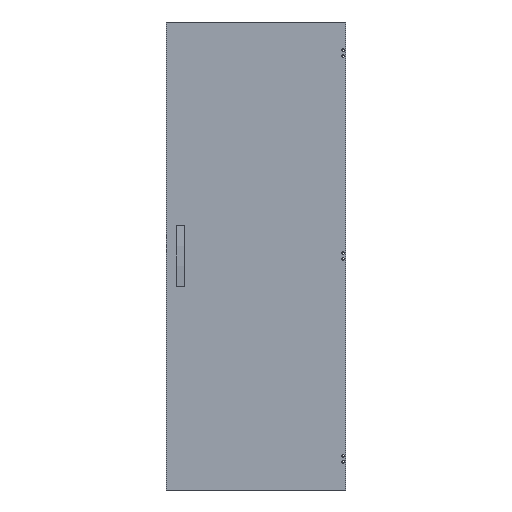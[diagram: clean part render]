
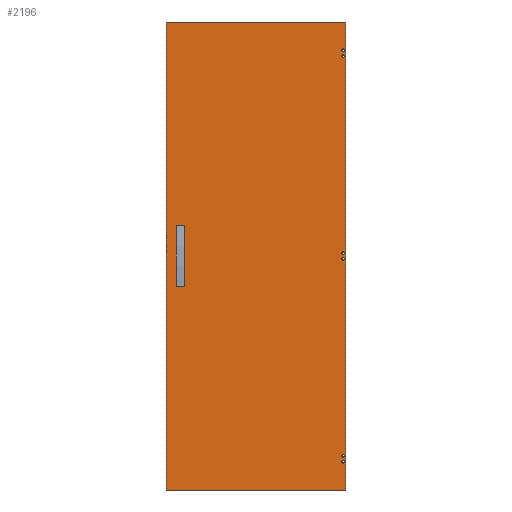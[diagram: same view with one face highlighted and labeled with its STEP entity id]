
A CAD part, front view. The second image highlights one B-rep face of the part: STEP entity #2196.
In plain terms, the highlighted planar face has unit normal (0, -1, 0).
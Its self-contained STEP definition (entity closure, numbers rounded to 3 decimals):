
#229 = FACE_BOUND ( 'NONE', #962, .T. ) ;
#237 = EDGE_CURVE ( 'NONE', #16321, #16321, #11908, .T. ) ;
#321 = DIRECTION ( 'NONE',  ( 0., -1., 0. ) ) ;
#357 = DIRECTION ( 'NONE',  ( 0., 0., 1. ) ) ;
#656 = AXIS2_PLACEMENT_3D ( 'NONE', #13915, #7020, #357 ) ;
#692 = CARTESIAN_POINT ( 'NONE',  ( 369.5, -1.5, -867. ) ) ;
#796 = ORIENTED_EDGE ( 'NONE', *, *, #11437, .F. ) ;
#950 = EDGE_CURVE ( 'NONE', #3383, #3383, #5804, .T. ) ;
#962 = EDGE_LOOP ( 'NONE', ( #5402 ) ) ;
#1218 = CARTESIAN_POINT ( 'NONE',  ( 369.5, -1.5, 878. ) ) ;
#1481 = CARTESIAN_POINT ( 'NONE',  ( 369.5, -1.5, 872.5 ) ) ;
#1743 = DIRECTION ( 'NONE',  ( 0., 0., 1. ) ) ;
#2196 = ADVANCED_FACE ( 'NONE', ( #229, #9663, #2918, #8186, #16197, #14990, #4478 ), #8094, .F. ) ;
#2210 = VERTEX_POINT ( 'NONE', #6903 ) ;
#2249 = EDGE_CURVE ( 'NONE', #9577, #9577, #13837, .T. ) ;
#2398 = EDGE_LOOP ( 'NONE', ( #5864 ) ) ;
#2583 = CARTESIAN_POINT ( 'NONE',  ( 379.5, -1.5, 992. ) ) ;
#2713 = ORIENTED_EDGE ( 'NONE', *, *, #7426, .T. ) ;
#2918 = FACE_BOUND ( 'NONE', #2398, .T. ) ;
#2927 = DIRECTION ( 'NONE',  ( 1., 0., 0. ) ) ;
#3088 = CARTESIAN_POINT ( 'NONE',  ( 0., -1.5, 0. ) ) ;
#3337 = AXIS2_PLACEMENT_3D ( 'NONE', #13463, #13551, #8280 ) ;
#3383 = VERTEX_POINT ( 'NONE', #692 ) ;
#3882 = DIRECTION ( 'NONE',  ( 0., -1., 0. ) ) ;
#3903 = LINE ( 'NONE', #13396, #13657 ) ;
#4331 = CARTESIAN_POINT ( 'NONE',  ( 369.5, -1.5, -7. ) ) ;
#4478 = FACE_OUTER_BOUND ( 'NONE', #6846, .T. ) ;
#4507 = CARTESIAN_POINT ( 'NONE',  ( 369.5, -1.5, 18. ) ) ;
#4519 = DIRECTION ( 'NONE',  ( 0., -1., 0. ) ) ;
#4772 = EDGE_LOOP ( 'NONE', ( #5379 ) ) ;
#5080 = CIRCLE ( 'NONE', #656, 5.5 ) ;
#5379 = ORIENTED_EDGE ( 'NONE', *, *, #950, .F. ) ;
#5402 = ORIENTED_EDGE ( 'NONE', *, *, #2249, .F. ) ;
#5497 = CARTESIAN_POINT ( 'NONE',  ( 369.5, -1.5, 853. ) ) ;
#5604 = LINE ( 'NONE', #14758, #8442 ) ;
#5740 = LINE ( 'NONE', #16177, #16739 ) ;
#5804 = CIRCLE ( 'NONE', #3337, 5.5 ) ;
#5864 = ORIENTED_EDGE ( 'NONE', *, *, #16353, .F. ) ;
#5869 = VERTEX_POINT ( 'NONE', #4331 ) ;
#6398 = AXIS2_PLACEMENT_3D ( 'NONE', #16281, #321, #8439 ) ;
#6813 = EDGE_LOOP ( 'NONE', ( #14055 ) ) ;
#6830 = AXIS2_PLACEMENT_3D ( 'NONE', #10302, #3882, #11760 ) ;
#6846 = EDGE_LOOP ( 'NONE', ( #16189, #796, #2713, #12542 ) ) ;
#6903 = CARTESIAN_POINT ( 'NONE',  ( -379.5, -1.5, -992. ) ) ;
#7020 = DIRECTION ( 'NONE',  ( 0., -1., 0. ) ) ;
#7334 = AXIS2_PLACEMENT_3D ( 'NONE', #1481, #4519, #1743 ) ;
#7382 = EDGE_CURVE ( 'NONE', #14814, #14814, #5080, .T. ) ;
#7400 = CIRCLE ( 'NONE', #6830, 5.5 ) ;
#7426 = EDGE_CURVE ( 'NONE', #14436, #15220, #12544, .T. ) ;
#7517 = CARTESIAN_POINT ( 'NONE',  ( -379.5, -1.5, 992. ) ) ;
#7909 = VERTEX_POINT ( 'NONE', #7517 ) ;
#8094 = PLANE ( 'NONE',  #8477 ) ;
#8138 = VERTEX_POINT ( 'NONE', #1218 ) ;
#8186 = FACE_BOUND ( 'NONE', #6813, .T. ) ;
#8191 = CARTESIAN_POINT ( 'NONE',  ( 369.5, -1.5, -842. ) ) ;
#8280 = DIRECTION ( 'NONE',  ( 0., 0., 1. ) ) ;
#8309 = ORIENTED_EDGE ( 'NONE', *, *, #11164, .F. ) ;
#8390 = CARTESIAN_POINT ( 'NONE',  ( 379.5, -1.5, 0. ) ) ;
#8439 = DIRECTION ( 'NONE',  ( 0., 0., 1. ) ) ;
#8442 = VECTOR ( 'NONE', #2927, 1000. ) ;
#8477 = AXIS2_PLACEMENT_3D ( 'NONE', #3088, #13369, #10882 ) ;
#8597 = AXIS2_PLACEMENT_3D ( 'NONE', #14932, #13564, #14852 ) ;
#9247 = CIRCLE ( 'NONE', #7334, 5.5 ) ;
#9577 = VERTEX_POINT ( 'NONE', #8191 ) ;
#9663 = FACE_BOUND ( 'NONE', #4772, .T. ) ;
#10302 = CARTESIAN_POINT ( 'NONE',  ( 369.5, -1.5, -12.5 ) ) ;
#10666 = EDGE_LOOP ( 'NONE', ( #13879 ) ) ;
#10882 = DIRECTION ( 'NONE',  ( 1., 0., 0. ) ) ;
#10928 = CARTESIAN_POINT ( 'NONE',  ( 379.5, -1.5, -992. ) ) ;
#11164 = EDGE_CURVE ( 'NONE', #8138, #8138, #9247, .T. ) ;
#11300 = EDGE_LOOP ( 'NONE', ( #8309 ) ) ;
#11437 = EDGE_CURVE ( 'NONE', #14436, #2210, #3903, .T. ) ;
#11760 = DIRECTION ( 'NONE',  ( 0., 0., 1. ) ) ;
#11908 = CIRCLE ( 'NONE', #8597, 5.5 ) ;
#11930 = EDGE_CURVE ( 'NONE', #7909, #15220, #5604, .T. ) ;
#12321 = DIRECTION ( 'NONE',  ( 0., 0., -1. ) ) ;
#12542 = ORIENTED_EDGE ( 'NONE', *, *, #11930, .F. ) ;
#12544 = LINE ( 'NONE', #8390, #14710 ) ;
#13369 = DIRECTION ( 'NONE',  ( 0., 1., 0. ) ) ;
#13396 = CARTESIAN_POINT ( 'NONE',  ( 0., -1.5, -992. ) ) ;
#13463 = CARTESIAN_POINT ( 'NONE',  ( 369.5, -1.5, -872.5 ) ) ;
#13551 = DIRECTION ( 'NONE',  ( 0., -1., 0. ) ) ;
#13564 = DIRECTION ( 'NONE',  ( 0., -1., 0. ) ) ;
#13650 = DIRECTION ( 'NONE',  ( 0., 0., 1. ) ) ;
#13657 = VECTOR ( 'NONE', #15972, 1000. ) ;
#13837 = CIRCLE ( 'NONE', #6398, 5.5 ) ;
#13879 = ORIENTED_EDGE ( 'NONE', *, *, #7382, .F. ) ;
#13915 = CARTESIAN_POINT ( 'NONE',  ( 369.5, -1.5, 847.5 ) ) ;
#14055 = ORIENTED_EDGE ( 'NONE', *, *, #237, .F. ) ;
#14436 = VERTEX_POINT ( 'NONE', #10928 ) ;
#14710 = VECTOR ( 'NONE', #13650, 1000. ) ;
#14758 = CARTESIAN_POINT ( 'NONE',  ( 0., -1.5, 992. ) ) ;
#14814 = VERTEX_POINT ( 'NONE', #5497 ) ;
#14852 = DIRECTION ( 'NONE',  ( 0., 0., 1. ) ) ;
#14932 = CARTESIAN_POINT ( 'NONE',  ( 369.5, -1.5, 12.5 ) ) ;
#14990 = FACE_BOUND ( 'NONE', #11300, .T. ) ;
#15220 = VERTEX_POINT ( 'NONE', #2583 ) ;
#15972 = DIRECTION ( 'NONE',  ( -1., 0., 0. ) ) ;
#16177 = CARTESIAN_POINT ( 'NONE',  ( -379.5, -1.5, 0. ) ) ;
#16189 = ORIENTED_EDGE ( 'NONE', *, *, #16691, .T. ) ;
#16197 = FACE_BOUND ( 'NONE', #10666, .T. ) ;
#16281 = CARTESIAN_POINT ( 'NONE',  ( 369.5, -1.5, -847.5 ) ) ;
#16321 = VERTEX_POINT ( 'NONE', #4507 ) ;
#16353 = EDGE_CURVE ( 'NONE', #5869, #5869, #7400, .T. ) ;
#16691 = EDGE_CURVE ( 'NONE', #7909, #2210, #5740, .T. ) ;
#16739 = VECTOR ( 'NONE', #12321, 1000. ) ;
